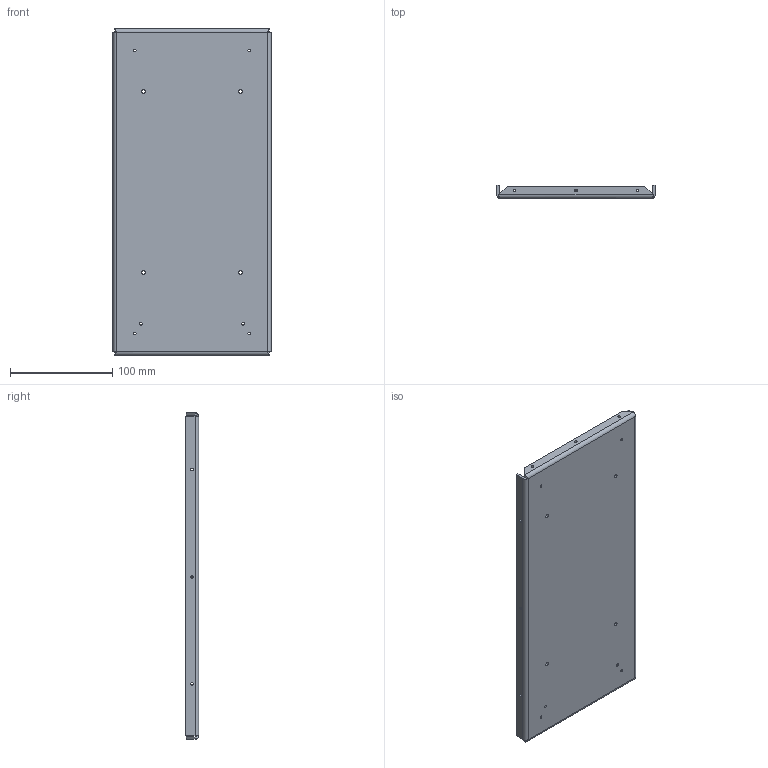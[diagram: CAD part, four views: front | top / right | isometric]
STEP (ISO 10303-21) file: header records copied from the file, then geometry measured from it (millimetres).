
Length unit declared in the file: millimetre
Products named in the file (1): Lower
Bounding box: 155 x 13 x 320 mm (x, y, z)
Volume: 144626.5 mm3; surface area: 118691.7 mm2
Topology: 1 solids, 1 shells, 56 faces, 138 edges, 84 vertices
Faces by surface type: cylinder 30, plane 22, bspline 4
Full cylindrical faces by diameter (mm): 2.459 x6, 2.5 x12, 3.5 x4
Entity records: 2041 total; most frequent: CARTESIAN_POINT 575, DIRECTION 288, ORIENTED_EDGE 276, EDGE_CURVE 138, AXIS2_PLACEMENT_3D 105, EDGE_LOOP 100, VERTEX_POINT 84, LINE 78
